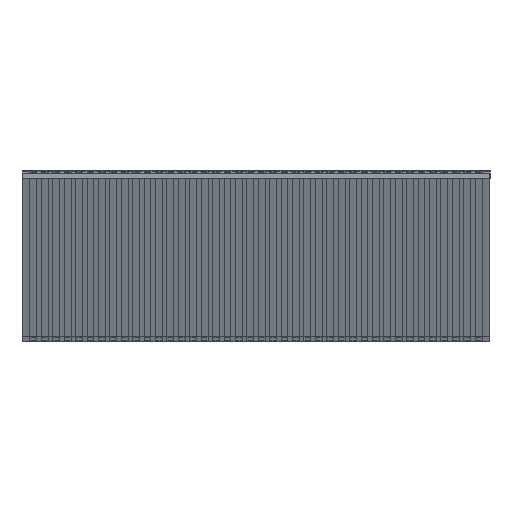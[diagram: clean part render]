
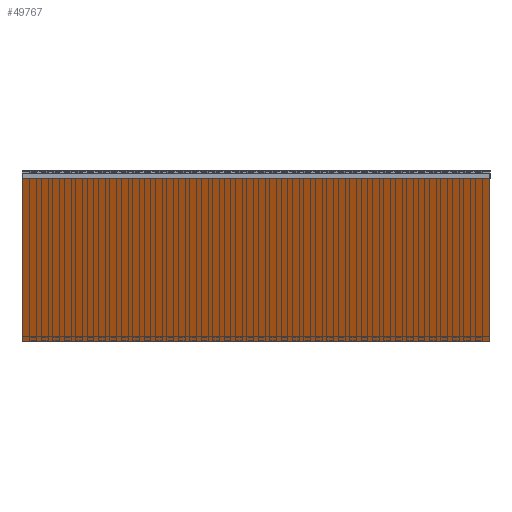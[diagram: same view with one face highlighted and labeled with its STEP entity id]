
A CAD part, left-side view. The second image highlights one B-rep face of the part: STEP entity #49767.
In plain terms, the highlighted planar face has unit normal (-0.911, 0, -0.412).
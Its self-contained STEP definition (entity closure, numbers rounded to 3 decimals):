
#821=ORIENTED_EDGE('',*,*,#11737,.T.);
#822=ORIENTED_EDGE('',*,*,#11725,.F.);
#823=ORIENTED_EDGE('',*,*,#11738,.F.);
#824=ORIENTED_EDGE('',*,*,#11734,.T.);
#11725=EDGE_CURVE('',#17122,#17121,#20879,.T.);
#11734=EDGE_CURVE('',#17129,#17128,#20887,.T.);
#11737=EDGE_CURVE('',#17128,#17121,#20889,.T.);
#11738=EDGE_CURVE('',#17129,#17122,#20890,.T.);
#17121=VERTEX_POINT('',#63691);
#17122=VERTEX_POINT('',#63693);
#17128=VERTEX_POINT('',#63716);
#17129=VERTEX_POINT('',#63718);
#20879=LINE('',#63694,#26387);
#20887=LINE('',#63717,#26395);
#20889=LINE('',#63726,#26397);
#20890=LINE('',#63727,#26398);
#26387=VECTOR('',#54131,1000.);
#26395=VECTOR('',#54149,1000.);
#26397=VECTOR('',#54153,1000.);
#26398=VECTOR('',#54154,1000.);
#31358=EDGE_LOOP('',(#821,#822,#823,#824));
#33178=FACE_BOUND('',#31358,.T.);
#34998=PLANE('',#51592);
#49767=ADVANCED_FACE('',(#33178),#34998,.F.);
#51592=AXIS2_PLACEMENT_3D('',#63725,#54151,#54152);
#54131=DIRECTION('',(0.,-1.,0.));
#54149=DIRECTION('',(0.,-1.,0.));
#54151=DIRECTION('',(0.911,0.,0.412));
#54152=DIRECTION('',(0.412,0.,-0.911));
#54153=DIRECTION('',(-0.412,0.,0.911));
#54154=DIRECTION('',(-0.412,0.,0.911));
#63691=CARTESIAN_POINT('',(35.04,0.,-0.167));
#63693=CARTESIAN_POINT('',(35.04,20.5,-0.167));
#63694=CARTESIAN_POINT('',(35.04,20.5,-0.167));
#63716=CARTESIAN_POINT('',(38.337,0.,-7.457));
#63717=CARTESIAN_POINT('',(38.337,20.5,-7.457));
#63718=CARTESIAN_POINT('',(38.337,20.5,-7.457));
#63725=CARTESIAN_POINT('',(35.04,20.5,-0.167));
#63726=CARTESIAN_POINT('',(35.04,0.,-0.167));
#63727=CARTESIAN_POINT('',(35.04,20.5,-0.167));
